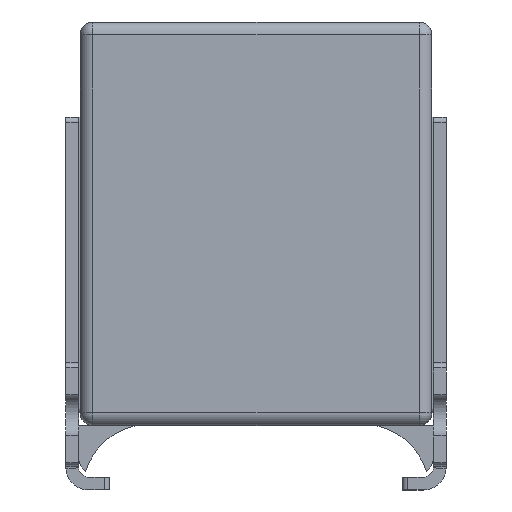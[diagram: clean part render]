
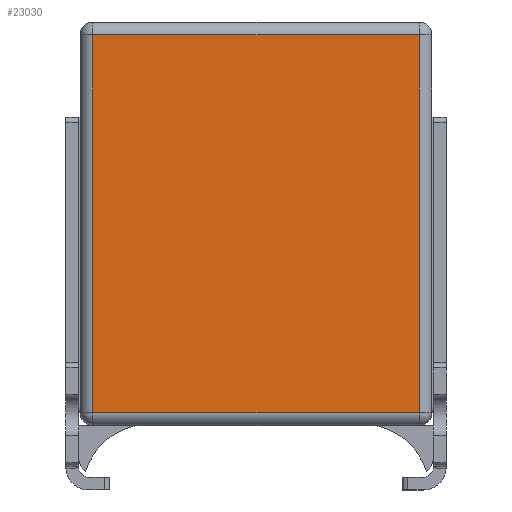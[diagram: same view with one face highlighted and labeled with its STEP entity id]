
A CAD part, front view. The second image highlights one B-rep face of the part: STEP entity #23030.
In plain terms, the highlighted planar face has unit normal (0, -1, 0).
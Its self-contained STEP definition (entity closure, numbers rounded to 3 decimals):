
#334=PLANE('',#24327);
#1315=LINE('',#33041,#2835);
#1318=LINE('',#33048,#2838);
#1331=LINE('',#33094,#2851);
#1334=LINE('',#33100,#2854);
#2835=VECTOR('',#27499,1000.);
#2838=VECTOR('',#27506,1000.);
#2851=VECTOR('',#27559,1000.);
#2854=VECTOR('',#27566,1000.);
#5768=ORIENTED_EDGE('',*,*,#9804,.T.);
#5769=ORIENTED_EDGE('',*,*,#9776,.T.);
#5770=ORIENTED_EDGE('',*,*,#9772,.T.);
#5771=ORIENTED_EDGE('',*,*,#9800,.T.);
#9772=EDGE_CURVE('',#11897,#11902,#1315,.T.);
#9776=EDGE_CURVE('',#11905,#11897,#1318,.T.);
#9800=EDGE_CURVE('',#11902,#11917,#1331,.T.);
#9804=EDGE_CURVE('',#11917,#11905,#1334,.T.);
#11897=VERTEX_POINT('',#33023);
#11902=VERTEX_POINT('',#33039);
#11905=VERTEX_POINT('',#33046);
#11917=VERTEX_POINT('',#33092);
#14032=EDGE_LOOP('',(#5768,#5769,#5770,#5771));
#15044=FACE_BOUND('',#14032,.T.);
#23030=ADVANCED_FACE('',(#15044),#334,.T.);
#24327=AXIS2_PLACEMENT_3D('',#33109,#27581,#27582);
#27499=DIRECTION('',(0.,0.,1.));
#27506=DIRECTION('',(1.,0.,0.));
#27559=DIRECTION('',(-1.,0.,0.));
#27566=DIRECTION('',(0.,0.,-1.));
#27581=DIRECTION('',(0.,-1.,0.));
#27582=DIRECTION('',(0.,0.,-1.));
#33023=CARTESIAN_POINT('',(3.17,-13.325,-3.675));
#33039=CARTESIAN_POINT('',(3.17,-13.325,3.675));
#33041=CARTESIAN_POINT('',(3.17,-13.325,3.925));
#33046=CARTESIAN_POINT('',(-3.17,-13.325,-3.675));
#33048=CARTESIAN_POINT('',(3.42,-13.325,-3.675));
#33092=CARTESIAN_POINT('',(-3.17,-13.325,3.675));
#33094=CARTESIAN_POINT('',(-3.42,-13.325,3.675));
#33100=CARTESIAN_POINT('',(-3.17,-13.325,-3.925));
#33109=CARTESIAN_POINT('',(0.,-13.325,0.));
